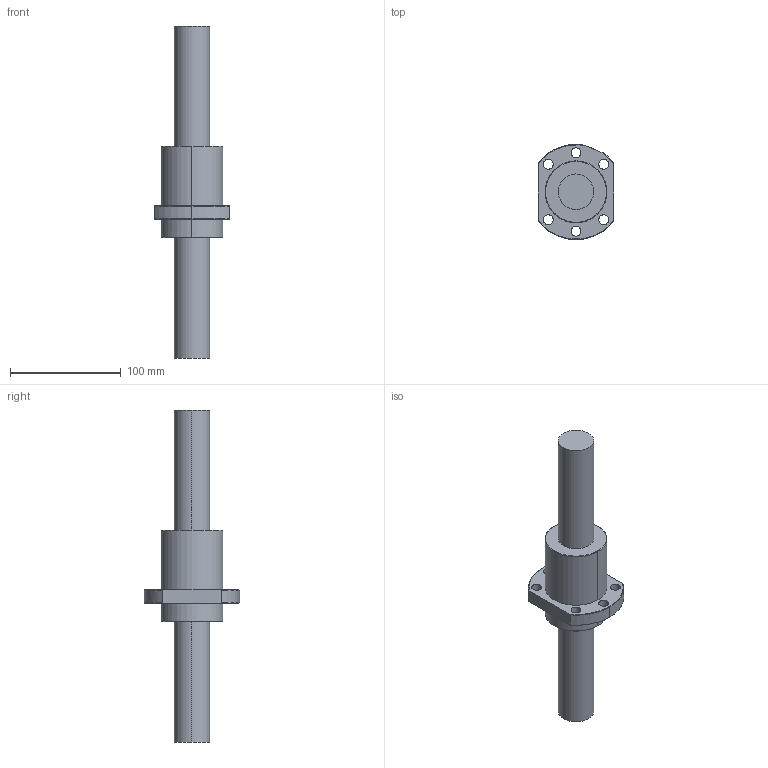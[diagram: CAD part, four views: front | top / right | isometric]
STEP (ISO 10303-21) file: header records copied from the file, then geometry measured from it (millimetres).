
FILE_DESCRIPTION (( 'STEP AP203' ), '1' );
FILE_NAME ('SDH3232.STEP', '2014-07-02T04:07:00', ( 'woni' ), ( '' ), 'SwSTEP 2.0', 'SolidWorks 2013', '' );
FILE_SCHEMA (( 'CONFIG_CONTROL_DESIGN' ));
Length unit declared in the file: millimetre
Products named in the file (3): RM3232; SDH3232
Assembly tree (2 placements, depth 2):
  SDH3232
    RM3232
    SDH3232
Bounding box: 68 x 86 x 300 mm (x, y, z)
Volume: 406198.2 mm3; surface area: 65847.1 mm2
Topology: 2 solids, 2 shells, 50 faces, 128 edges, 84 vertices
Faces by surface type: cylinder 28, cone 13, plane 9
Entity records: 2049 total; most frequent: CARTESIAN_POINT 484, DIRECTION 276, ORIENTED_EDGE 256, EDGE_CURVE 128, AXIS2_PLACEMENT_3D 116, VERTEX_POINT 84, EDGE_LOOP 68, CIRCLE 61
